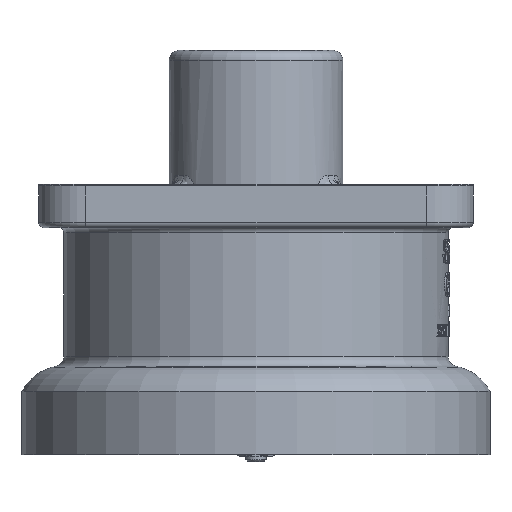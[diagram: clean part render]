
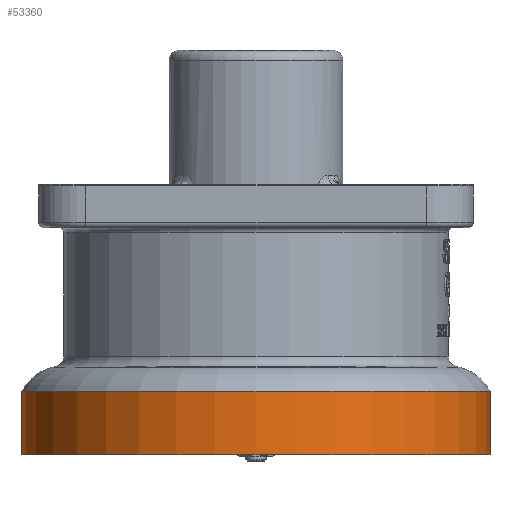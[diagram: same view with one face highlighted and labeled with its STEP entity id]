
A CAD part, front view. The second image highlights one B-rep face of the part: STEP entity #53360.
In plain terms, the highlighted cylindrical face has radius 70 mm (diameter 140 mm), a partial arc.
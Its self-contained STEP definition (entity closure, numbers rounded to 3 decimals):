
#3428 = CIRCLE ( 'NONE', #63766, 70. ) ;
#3429 = CIRCLE ( 'NONE', #63767, 70. ) ;
#7374 = VERTEX_POINT ( 'NONE', #63134 ) ;
#7375 = VERTEX_POINT ( 'NONE', #63135 ) ;
#7376 = VERTEX_POINT ( 'NONE', #63136 ) ;
#7380 = VERTEX_POINT ( 'NONE', #63140 ) ;
#14615 = CARTESIAN_POINT ( 'NONE',  ( 0., 0., -68. ) ) ;
#14620 = CARTESIAN_POINT ( 'NONE',  ( 0., 0., -49.025 ) ) ;
#14626 = DIRECTION ( 'NONE',  ( 0., 0., -1. ) ) ;
#14627 = DIRECTION ( 'NONE',  ( -1., 0., 0. ) ) ;
#14630 = DIRECTION ( 'NONE',  ( 0., 0., -1. ) ) ;
#14631 = DIRECTION ( 'NONE',  ( -1., 0., 0. ) ) ;
#21228 = EDGE_CURVE ( 'NONE', #7374, #7375, #64715, .T. ) ;
#21298 = EDGE_CURVE ( 'NONE', #7380, #7376, #64778, .T. ) ;
#33613 = DIRECTION ( 'NONE',  ( -1., 0., 0. ) ) ;
#33614 = DIRECTION ( 'NONE',  ( 0., 0., -1. ) ) ;
#33622 = CARTESIAN_POINT ( 'NONE',  ( 0., 0., -39. ) ) ;
#34584 = AXIS2_PLACEMENT_3D ( 'NONE', #33622, #33614, #33613 ) ;
#34764 = CYLINDRICAL_SURFACE ( 'NONE', #34584, 70. ) ;
#34770 = FACE_OUTER_BOUND ( 'NONE', #49092, .T. ) ;
#47861 = ORIENTED_EDGE ( 'NONE', *, *, #21298, .T. ) ;
#47911 = ORIENTED_EDGE ( 'NONE', *, *, #21228, .F. ) ;
#47912 = ORIENTED_EDGE ( 'NONE', *, *, #52201, .F. ) ;
#47927 = ORIENTED_EDGE ( 'NONE', *, *, #52203, .T. ) ;
#49092 = EDGE_LOOP ( 'NONE', ( #47911, #47927, #47861, #47912 ) ) ;
#52201 = EDGE_CURVE ( 'NONE', #7375, #7376, #3428, .T. ) ;
#52203 = EDGE_CURVE ( 'NONE', #7374, #7380, #3429, .T. ) ;
#53360 = ADVANCED_FACE ( 'NONE', ( #34770 ), #34764, .T. ) ;
#63134 = CARTESIAN_POINT ( 'NONE',  ( 70., 0., -49.025 ) ) ;
#63135 = CARTESIAN_POINT ( 'NONE',  ( 70., 0., -68. ) ) ;
#63136 = CARTESIAN_POINT ( 'NONE',  ( -70., 0., -68. ) ) ;
#63140 = CARTESIAN_POINT ( 'NONE',  ( -70., 0., -49.025 ) ) ;
#63766 = AXIS2_PLACEMENT_3D ( 'NONE', #14615, #14626, #14627 ) ;
#63767 = AXIS2_PLACEMENT_3D ( 'NONE', #14620, #14630, #14631 ) ;
#64709 = VECTOR ( 'NONE', #67468, 1000. ) ;
#64715 = LINE ( 'NONE', #67467, #64709 ) ;
#64778 = LINE ( 'NONE', #68415, #64779 ) ;
#64779 = VECTOR ( 'NONE', #68416, 1000. ) ;
#67467 = CARTESIAN_POINT ( 'NONE',  ( 70., 0., -39. ) ) ;
#67468 = DIRECTION ( 'NONE',  ( 0., 0., -1. ) ) ;
#68415 = CARTESIAN_POINT ( 'NONE',  ( -70., 0., -39. ) ) ;
#68416 = DIRECTION ( 'NONE',  ( 0., 0., -1. ) ) ;
